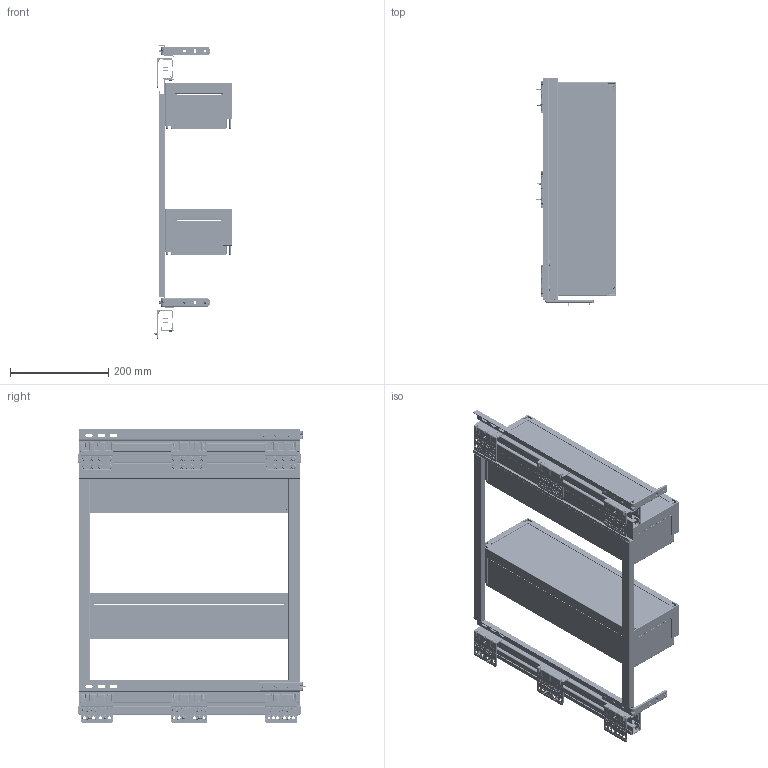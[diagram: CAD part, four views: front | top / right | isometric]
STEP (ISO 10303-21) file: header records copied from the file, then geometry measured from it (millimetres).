
FILE_DESCRIPTION((''),'2;1');
FILE_NAME('200-BO-LI-CE-ZHUANG-584-2-R_ASM','2025-06-23T',('Administrator'),(''),'PRO/ENGINEER BY PARAMETRIC TECHNOLOGY CORPORATION, 2010280','PRO/ENGINEER BY PARAMETRIC TECHNOLOGY CORPORATION, 2010280','');
FILE_SCHEMA(('AUTOMOTIVE_DESIGN_CC2 { 1 2 10303 214 -1 1 5 2 }'));
Products named in the file (28): KUANG-JIA-580-; 32___K__; 32-1-_K__; 32-2-_K__; 32_-L_K__; 6304-XYL-110-18A_K__ASM; M_-12MMPM____A__; ________________A__; M_-7MMPM______A_; MEN-KOU__1_ASM; LOUSI-4X14__; LV--395_; CE-GUA-HOU-YOU-ZHUAN-JIA-JIAN-; CE-GUA-HOU-ZUO-ZHUAN-JIA-JIAN-; LV---97; CE-GUA-QIAN-ZHUAN-JIAO-JIAN-; 150-BAN_418X121; 4X70X113; 4X70X412_; GOU-2_X_; PIAN-2_X_; 200-LAN_ASM; 32___K___MIR; 32-1-_K___MIR; 32-2-_K___MIR; 32_-L_K___MIR; ASM0001_ASM; 200-BO-LI-CE-ZHUANG-584-2-R_ASM
Assembly tree (44 placements, depth 3):
  200-BO-LI-CE-ZHUANG-584-2-R_ASM
    KUANG-JIA-580-
    6304-XYL-110-18A_K__ASM  x2
      32___K__
      32-1-_K__
      32-2-_K__
      32_-L_K__
    MEN-KOU__1_ASM  x2
      M_-12MMPM____A__
      ________________A__
      M_-7MMPM______A_
    LOUSI-4X14__  x6
    200-LAN_ASM  x2
      LV--395_
      CE-GUA-HOU-YOU-ZHUAN-JIA-JIAN-
      CE-GUA-HOU-ZUO-ZHUAN-JIA-JIAN-
      LV---97
      CE-GUA-QIAN-ZHUAN-JIAO-JIAN-
      150-BAN_418X121
      4X70X113
      4X70X412_
      GOU-2_X_
      PIAN-2_X_
    ASM0001_ASM  x2
      32___K___MIR
      32-1-_K___MIR
      32-2-_K___MIR
      32_-L_K___MIR
Bounding box: 164.7 x 465.5 x 600 mm (x, y, z)
Volume: 2079809.6 mm3; surface area: 1749341.1 mm2
Topology: 65 solids, 65 shells, 8546 faces, 22784 edges, 14450 vertices
Faces by surface type: plane 3436, cylinder 2788, cone 946, bspline 706, torus 598, sphere 72
Entity records: 174153 total; most frequent: CARTESIAN_POINT 49899, ORIENTED_EDGE 19198, DIRECTION 18098, PRESENTATION_STYLE_ASSIGNMENT 10363, EDGE_CURVE 9599, STYLED_ITEM 9457, CURVE_STYLE 9426, AXIS2_PLACEMENT_3D 6512
